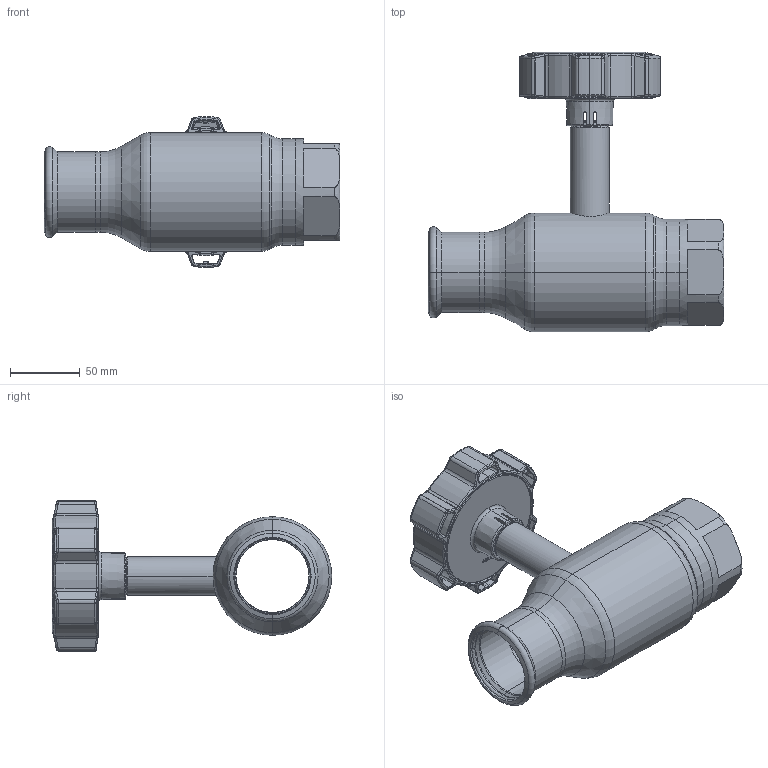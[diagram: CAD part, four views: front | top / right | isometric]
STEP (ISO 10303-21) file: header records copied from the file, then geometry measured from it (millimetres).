
FILE_DESCRIPTION (( 'STEP AP214' ), '1' );
FILE_NAME ('2050001001-0200.step', '2023-12-12T08:49:00', ( '' ), ( '' ), 'SwSTEP 2.0', 'SolidWorks 2021', '' );
FILE_SCHEMA (( 'AUTOMOTIVE_DESIGN' ));
Length unit declared in the file: millimetre
Products named in the file (1): 2050001001-0200
Bounding box: 211.8 x 200.15 x 107.98 mm (x, y, z)
Surface area: 121665 mm2 (no closed solid volume)
Topology: 0 solids, 15 shells, 516 faces, 1563 edges, 1023 vertices
Faces by surface type: bspline 149, cylinder 120, plane 111, torus 75, cone 55, sphere 6
Entity records: 31502 total; most frequent: CARTESIAN_POINT 13360, ORIENTED_EDGE 2698, DIRECTION 2237, EDGE_CURVE 1563, VERTEX_POINT 1023, AXIS2_PLACEMENT_3D 886, B_SPLINE_CURVE_WITH_KNOTS 557, EDGE_LOOP 544
